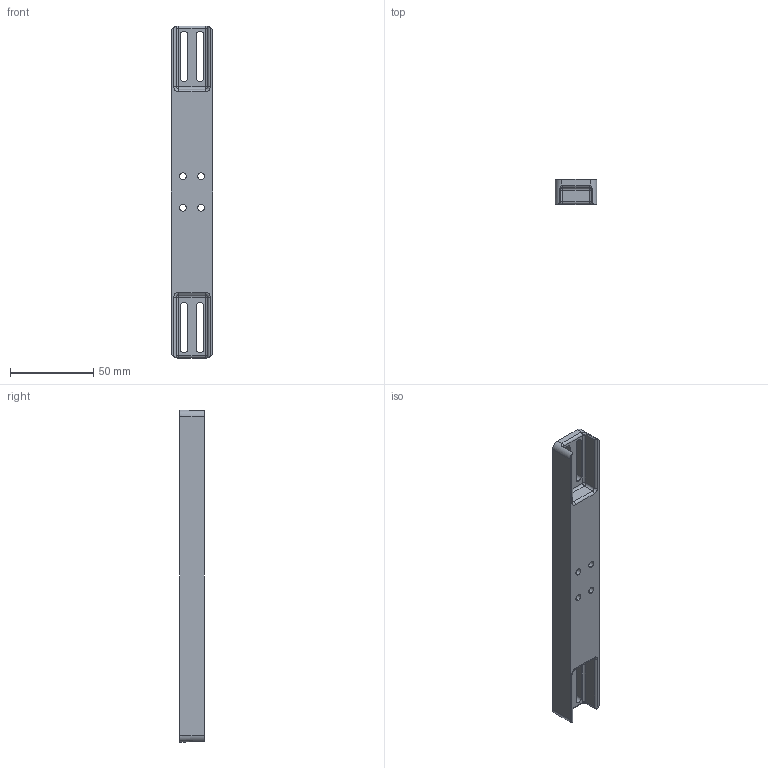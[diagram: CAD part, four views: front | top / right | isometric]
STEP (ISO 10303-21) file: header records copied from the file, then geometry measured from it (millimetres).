
FILE_DESCRIPTION (( 'STEP AP203' ), '1' );
FILE_NAME ('Handle Vertical Arm.STEP', '2024-04-25T20:52:01', ( '' ), ( '' ), 'SwSTEP 2.0', 'SolidWorks 2022', '' );
FILE_SCHEMA (( 'CONFIG_CONTROL_DESIGN' ));
Length unit declared in the file: millimetre
Products named in the file (1): Handle Vertical Arm
Bounding box: 25 x 15 x 200 mm (x, y, z)
Volume: 56292.3 mm3; surface area: 19008.7 mm2
Topology: 1 solids, 1 shells, 108 faces, 282 edges, 176 vertices
Faces by surface type: plane 50, cylinder 46, torus 8, sphere 4
Entity records: 3419 total; most frequent: CARTESIAN_POINT 631, DIRECTION 576, ORIENTED_EDGE 556, EDGE_CURVE 278, AXIS2_PLACEMENT_3D 201, VERTEX_POINT 176, VECTOR 174, LINE 174
